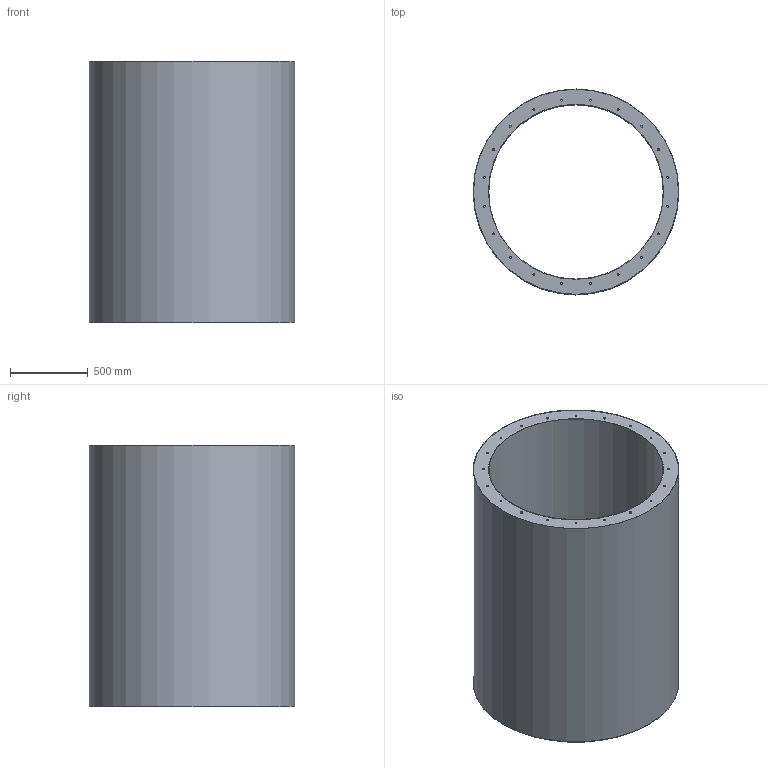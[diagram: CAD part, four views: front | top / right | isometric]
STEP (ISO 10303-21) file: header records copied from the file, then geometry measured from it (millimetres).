
FILE_DESCRIPTION (( 'STEP AP203' ), '1' );
FILE_NAME ('CCsa112x1,5D_1SI1123.STEP', '2022-02-23T11:23:46', ( '' ), ( '' ), 'SwSTEP 2.0', 'SolidWorks 2018', '' );
FILE_SCHEMA (( 'CONFIG_CONTROL_DESIGN' ));
Length unit declared in the file: millimetre
Products named in the file (1): CCsa112x1,5D_1SI1123
Bounding box: 1320 x 1320 x 1680 mm (x, y, z)
Volume: 27218758.8 mm3; surface area: 27221774.7 mm2
Topology: 1 solids, 1 shells, 48 faces, 172 edges, 128 vertices
Faces by surface type: cylinder 44, plane 4
Full cylindrical faces by diameter (mm): 12 x40, 1120 x1, 1124 x1, 1316 x1, 1320 x1
Entity records: 1605 total; most frequent: DIRECTION 274, CARTESIAN_POINT 225, ORIENTED_EDGE 176, EDGE_LOOP 176, AXIS2_PLACEMENT_3D 137, FACE_OUTER_BOUND 92, EDGE_CURVE 88, VERTEX_POINT 88
